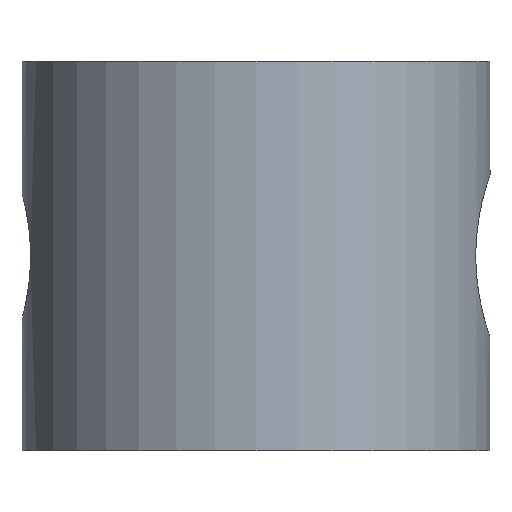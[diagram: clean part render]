
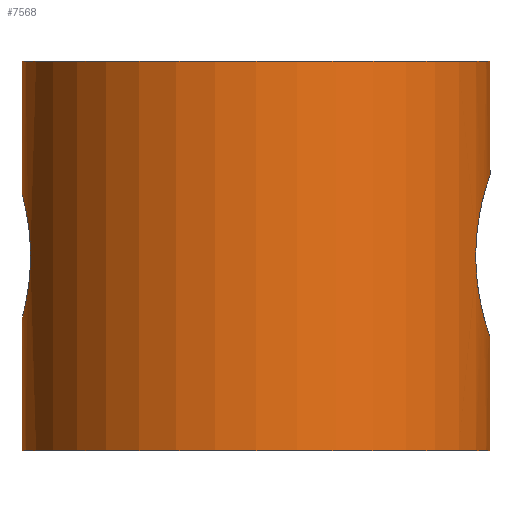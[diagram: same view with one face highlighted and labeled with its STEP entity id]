
A CAD part, left-side view. The second image highlights one B-rep face of the part: STEP entity #7568.
In plain terms, the highlighted cylindrical face has radius 15 mm (diameter 30 mm), a full revolution.
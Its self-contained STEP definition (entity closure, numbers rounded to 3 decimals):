
#372=FACE_BOUND('',#1060,.T.);
#373=FACE_BOUND('',#1061,.T.);
#525=CIRCLE('',#8099,15.);
#526=CIRCLE('',#8100,15.);
#690=CYLINDRICAL_SURFACE('',#8098,15.);
#696=FACE_OUTER_BOUND('',#1059,.T.);
#1059=EDGE_LOOP('',(#5463,#5464,#5465,#5466));
#1060=EDGE_LOOP('',(#5467,#5468));
#1061=EDGE_LOOP('',(#5469));
#1487=B_SPLINE_CURVE_WITH_KNOTS('',3,(#10678,#10679,#10680,#10681,#10682,
#10683,#10684,#10685,#10686,#10687,#10688,#10689,#10690,#10691,#10692,#10693,
#10694,#10695,#10696,#10697,#10698,#10699,#10700,#10701),.UNSPECIFIED.,
 .T.,.F.,(4,1,1,1,1,1,1,1,1,1,1,1,1,1,1,1,1,1,1,1,1,4),(-3.029,
-2.856,-2.77,-2.683,-2.553,
-2.51,-2.337,-2.25,-2.164,
-1.991,-1.933,-1.875,-1.76,
-1.645,-1.414,-1.298,-1.125,
-1.039,-0.952,-0.866,-0.779,
-0.606),.UNSPECIFIED.);
#1492=B_SPLINE_CURVE_WITH_KNOTS('',3,(#10799,#10800,#10801,#10802,#10803,
#10804,#10805,#10806,#10807,#10808,#10809,#10810,#10811,#10812,#10813,#10814,
#10815,#10816,#10817,#10818,#10819,#10820,#10821,#10822,#10823,#10824),
 .UNSPECIFIED.,.F.,.F.,(4,2,2,2,2,2,2,2,2,2,2,2,4),(0.,0.151,
0.303,0.454,0.606,0.757,
0.909,1.06,1.212,1.363,1.515,
1.666,1.818),.UNSPECIFIED.);
#1493=B_SPLINE_CURVE_WITH_KNOTS('',3,(#10825,#10826,#10827,#10828,#10829,
#10830,#10831,#10832,#10833,#10834),.UNSPECIFIED.,.F.,.F.,(4,2,2,2,4),(1.818,
1.969,2.121,2.272,2.423),
 .UNSPECIFIED.);
#1511=LINE('',#11201,#2423);
#2423=VECTOR('',#8857,15.);
#3327=VERTEX_POINT('',#10636);
#3370=VERTEX_POINT('',#10796);
#3371=VERTEX_POINT('',#10798);
#3517=VERTEX_POINT('',#11198);
#3518=VERTEX_POINT('',#11200);
#4100=EDGE_CURVE('',#3327,#3327,#1487,.T.);
#4143=EDGE_CURVE('',#3371,#3370,#1492,.T.);
#4144=EDGE_CURVE('',#3370,#3371,#1493,.T.);
#4297=EDGE_CURVE('',#3517,#3517,#525,.T.);
#4298=EDGE_CURVE('',#3517,#3518,#1511,.T.);
#4299=EDGE_CURVE('',#3518,#3518,#526,.T.);
#5463=ORIENTED_EDGE('',*,*,#4297,.F.);
#5464=ORIENTED_EDGE('',*,*,#4298,.T.);
#5465=ORIENTED_EDGE('',*,*,#4299,.F.);
#5466=ORIENTED_EDGE('',*,*,#4298,.F.);
#5467=ORIENTED_EDGE('',*,*,#4143,.T.);
#5468=ORIENTED_EDGE('',*,*,#4144,.T.);
#5469=ORIENTED_EDGE('',*,*,#4100,.F.);
#7568=ADVANCED_FACE('',(#696,#372,#373),#690,.T.);
#8098=AXIS2_PLACEMENT_3D('',#11197,#8853,#8854);
#8099=AXIS2_PLACEMENT_3D('',#11199,#8855,#8856);
#8100=AXIS2_PLACEMENT_3D('',#11202,#8858,#8859);
#8853=DIRECTION('center_axis',(0.,0.,1.));
#8854=DIRECTION('ref_axis',(1.,0.,0.));
#8855=DIRECTION('center_axis',(0.,0.,1.));
#8856=DIRECTION('ref_axis',(-1.,0.,0.));
#8857=DIRECTION('',(0.,0.,-1.));
#8858=DIRECTION('center_axis',(0.,0.,-1.));
#8859=DIRECTION('ref_axis',(1.,0.,0.));
#10636=CARTESIAN_POINT('',(0.,-15.,27.7));
#10678=CARTESIAN_POINT('Ctrl Pts',(0.,-15.,
27.7));
#10679=CARTESIAN_POINT('Ctrl Pts',(-0.75,-15.,
27.7));
#10680=CARTESIAN_POINT('Ctrl Pts',(-1.953,-14.904,
27.436));
#10681=CARTESIAN_POINT('Ctrl Pts',(-3.271,-14.647,
26.58));
#10682=CARTESIAN_POINT('Ctrl Pts',(-4.174,-14.417,25.668));
#10683=CARTESIAN_POINT('Ctrl Pts',(-4.761,-14.226,24.613));
#10684=CARTESIAN_POINT('Ctrl Pts',(-5.184,-14.077,
23.074));
#10685=CARTESIAN_POINT('Ctrl Pts',(-5.188,-14.076,
21.736));
#10686=CARTESIAN_POINT('Ctrl Pts',(-4.669,-14.258,
20.195));
#10687=CARTESIAN_POINT('Ctrl Pts',(-3.84,-14.513,18.878));
#10688=CARTESIAN_POINT('Ctrl Pts',(-2.77,-14.767,
18.01));
#10689=CARTESIAN_POINT('Ctrl Pts',(-1.532,-14.928,
17.512));
#10690=CARTESIAN_POINT('Ctrl Pts',(-0.505,-15.005,
17.287));
#10691=CARTESIAN_POINT('Ctrl Pts',(0.751,-15.009,
17.273));
#10692=CARTESIAN_POINT('Ctrl Pts',(2.826,-14.789,17.93));
#10693=CARTESIAN_POINT('Ctrl Pts',(4.31,-14.382,19.315));
#10694=CARTESIAN_POINT('Ctrl Pts',(5.194,-14.074,21.595));
#10695=CARTESIAN_POINT('Ctrl Pts',(5.184,-14.077,23.271));
#10696=CARTESIAN_POINT('Ctrl Pts',(4.676,-14.256,24.801));
#10697=CARTESIAN_POINT('Ctrl Pts',(4.043,-14.451,25.8));
#10698=CARTESIAN_POINT('Ctrl Pts',(3.273,-14.647,26.581));
#10699=CARTESIAN_POINT('Ctrl Pts',(1.952,-14.904,27.437));
#10700=CARTESIAN_POINT('Ctrl Pts',(0.75,-15.,
27.7));
#10701=CARTESIAN_POINT('Ctrl Pts',(0.,-15.,
27.7));
#10796=CARTESIAN_POINT('',(0.,15.,26.5));
#10798=CARTESIAN_POINT('',(-4.,14.457,22.5));
#10799=CARTESIAN_POINT('Ctrl Pts',(-4.,14.457,22.5));
#10800=CARTESIAN_POINT('Ctrl Pts',(-4.,14.457,21.995));
#10801=CARTESIAN_POINT('Ctrl Pts',(-3.899,14.486,21.458));
#10802=CARTESIAN_POINT('Ctrl Pts',(-3.49,14.59,20.474));
#10803=CARTESIAN_POINT('Ctrl Pts',(-3.182,14.663,20.025));
#10804=CARTESIAN_POINT('Ctrl Pts',(-2.475,14.799,19.318));
#10805=CARTESIAN_POINT('Ctrl Pts',(-2.027,14.871,19.01));
#10806=CARTESIAN_POINT('Ctrl Pts',(-1.042,14.972,18.601));
#10807=CARTESIAN_POINT('Ctrl Pts',(-0.505,15.,
18.5));
#10808=CARTESIAN_POINT('Ctrl Pts',(0.505,15.,18.5));
#10809=CARTESIAN_POINT('Ctrl Pts',(1.042,14.972,18.601));
#10810=CARTESIAN_POINT('Ctrl Pts',(2.027,14.871,19.01));
#10811=CARTESIAN_POINT('Ctrl Pts',(2.475,14.799,19.318));
#10812=CARTESIAN_POINT('Ctrl Pts',(3.182,14.663,20.025));
#10813=CARTESIAN_POINT('Ctrl Pts',(3.49,14.59,20.474));
#10814=CARTESIAN_POINT('Ctrl Pts',(3.899,14.486,21.458));
#10815=CARTESIAN_POINT('Ctrl Pts',(4.,14.457,21.995));
#10816=CARTESIAN_POINT('Ctrl Pts',(4.,14.457,23.005));
#10817=CARTESIAN_POINT('Ctrl Pts',(3.899,14.486,23.542));
#10818=CARTESIAN_POINT('Ctrl Pts',(3.49,14.59,24.526));
#10819=CARTESIAN_POINT('Ctrl Pts',(3.182,14.663,24.975));
#10820=CARTESIAN_POINT('Ctrl Pts',(2.475,14.799,25.682));
#10821=CARTESIAN_POINT('Ctrl Pts',(2.027,14.871,25.99));
#10822=CARTESIAN_POINT('Ctrl Pts',(1.042,14.972,26.399));
#10823=CARTESIAN_POINT('Ctrl Pts',(0.505,15.,26.5));
#10824=CARTESIAN_POINT('Ctrl Pts',(0.,15.,
26.5));
#10825=CARTESIAN_POINT('Ctrl Pts',(0.,15.,
26.5));
#10826=CARTESIAN_POINT('Ctrl Pts',(-0.505,15.,
26.5));
#10827=CARTESIAN_POINT('Ctrl Pts',(-1.042,14.972,26.399));
#10828=CARTESIAN_POINT('Ctrl Pts',(-2.027,14.871,25.99));
#10829=CARTESIAN_POINT('Ctrl Pts',(-2.475,14.799,25.682));
#10830=CARTESIAN_POINT('Ctrl Pts',(-3.182,14.663,24.975));
#10831=CARTESIAN_POINT('Ctrl Pts',(-3.49,14.59,24.526));
#10832=CARTESIAN_POINT('Ctrl Pts',(-3.899,14.486,23.542));
#10833=CARTESIAN_POINT('Ctrl Pts',(-4.,14.457,23.005));
#10834=CARTESIAN_POINT('Ctrl Pts',(-4.,14.457,22.5));
#11197=CARTESIAN_POINT('Origin',(0.,0.,
10.));
#11198=CARTESIAN_POINT('',(-15.,0.,35.));
#11199=CARTESIAN_POINT('Origin',(0.,0.,
35.));
#11200=CARTESIAN_POINT('',(-15.,0.,10.));
#11201=CARTESIAN_POINT('',(-15.,0.,10.));
#11202=CARTESIAN_POINT('Origin',(0.,0.,
10.));
